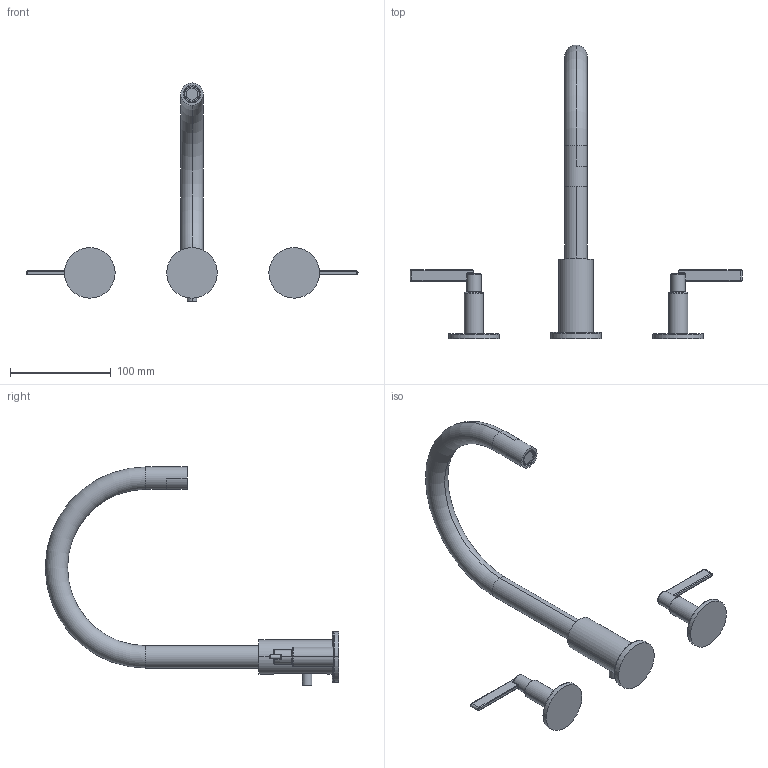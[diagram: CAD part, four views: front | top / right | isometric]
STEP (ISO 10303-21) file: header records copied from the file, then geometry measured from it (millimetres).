
FILE_DESCRIPTION((''),'2;1');
FILE_NAME('3320C_SW','2025-04-18T00:16:10',('SwamiS'),(''),'CREO PARAMETRIC BY PTC INC, 2023134','CREO PARAMETRIC BY PTC INC, 2023134','');
FILE_SCHEMA(('CONFIG_CONTROL_DESIGN'));
Length unit declared in the file: inch
Products named in the file (1): 3320C_SW
Bounding box: 330.2 x 291.96 x 216.9 mm (x, y, z)
Volume: 299379.2 mm3; surface area: 66071.9 mm2
Topology: 6 solids, 6 shells, 199 faces, 452 edges, 271 vertices
Faces by surface type: cylinder 94, plane 57, torus 28, bspline 10, cone 8, sphere 2
Entity records: 6548 total; most frequent: CARTESIAN_POINT 1960, DIRECTION 1024, ORIENTED_EDGE 900, EDGE_CURVE 450, AXIS2_PLACEMENT_3D 425, VERTEX_POINT 271, CIRCLE 236, EDGE_LOOP 223
